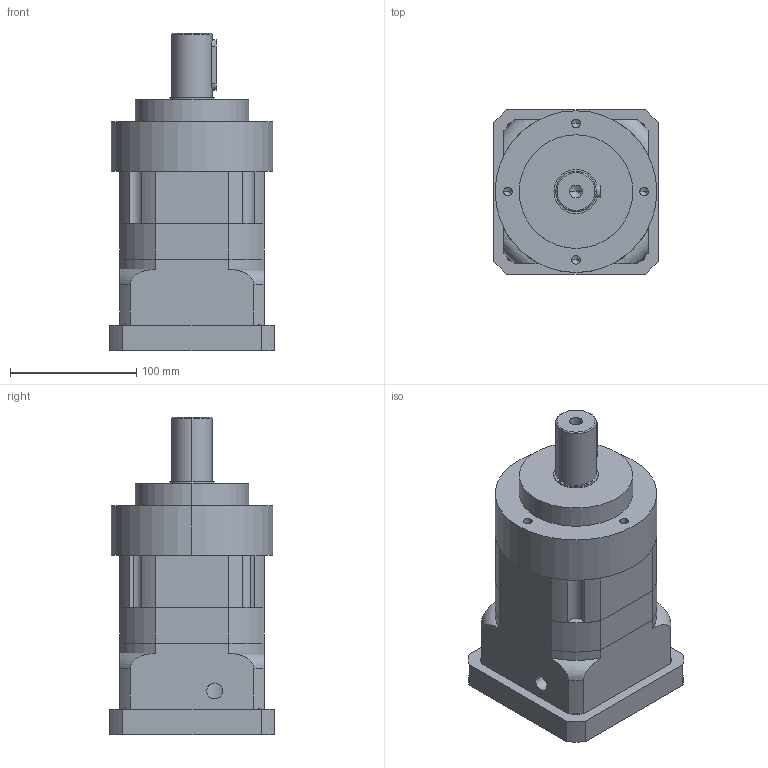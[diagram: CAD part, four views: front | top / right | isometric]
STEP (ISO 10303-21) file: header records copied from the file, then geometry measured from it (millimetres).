
FILE_DESCRIPTION (( 'STEP AP214' ), '1' );
FILE_NAME ('DML120-L2-XX-22-110-145-M8_2019.STEP', '2019-09-24T09:21:56', ( 'Y' ), ( 'NCU' ), 'SwSTEP 2.0', 'SolidWorks 2016', '' );
FILE_SCHEMA (( 'AUTOMOTIVE_DESIGN' ));
Length unit declared in the file: millimetre
Products named in the file (1): DML120-L2-XX-22-110-145-M8_2019
Bounding box: 130 x 130 x 251 mm (x, y, z)
Volume: 2260998.5 mm3; surface area: 244232.4 mm2
Topology: 4 solids, 16 shells, 386 faces, 883 edges, 558 vertices
Faces by surface type: plane 173, cylinder 157, cone 50, torus 6
Entity records: 12773 total; most frequent: CARTESIAN_POINT 2290, DIRECTION 1954, ORIENTED_EDGE 1714, EDGE_CURVE 857, AXIS2_PLACEMENT_3D 730, VERTEX_POINT 558, LINE 494, VECTOR 494
